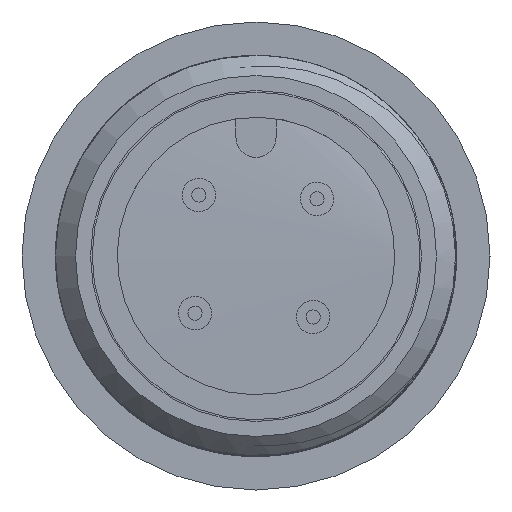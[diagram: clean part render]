
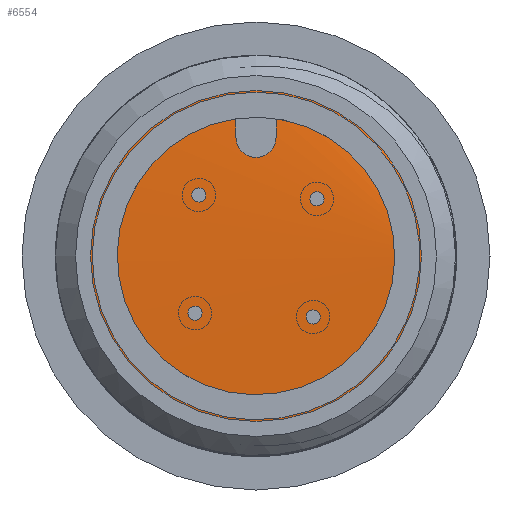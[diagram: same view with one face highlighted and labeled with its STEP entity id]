
A CAD part, left-side view. The second image highlights one B-rep face of the part: STEP entity #6554.
In plain terms, the highlighted cylindrical face has radius 5.459 mm (diameter 10.917 mm), a full revolution.
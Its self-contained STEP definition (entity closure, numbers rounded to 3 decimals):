
#175=B_SPLINE_CURVE_WITH_KNOTS('',3,(#11952,#11953,#11954,#11955,#11956,
#11957,#11958,#11959,#11960,#11961,#11962,#11963,#11964,#11965,#11966,#11967,
#11968,#11969,#11970,#11971,#11972,#11973,#11974,#11975,#11976,#11977,#11978,
#11979,#11980,#11981,#11982,#11983,#11984,#11985,#11986,#11987,#11988,#11989,
#11990,#11991,#11992,#11993,#11994),.UNSPECIFIED.,.F.,.F.,(4,3,3,3,3,3,
3,3,3,3,3,3,3,3,4),(27.946,27.994,28.494,28.994,
29.493,29.993,30.493,30.993,31.493,
31.993,32.493,32.993,33.493,33.992,
34.229),.UNSPECIFIED.);
#348=LINE('',#9089,#886);
#403=LINE('',#11870,#941);
#886=VECTOR('',#7394,5.459);
#941=VECTOR('',#7575,5.459);
#1476=CYLINDRICAL_SURFACE('',#6949,5.459);
#1660=FACE_OUTER_BOUND('',#2015,.T.);
#2015=EDGE_LOOP('',(#4325,#4326,#4327));
#2486=VERTEX_POINT('',#9087);
#2487=VERTEX_POINT('',#9088);
#2605=VERTEX_POINT('',#11869);
#3132=EDGE_CURVE('',#2486,#2487,#348,.T.);
#3299=EDGE_CURVE('',#2487,#2605,#403,.T.);
#3302=EDGE_CURVE('',#2605,#2486,#175,.T.);
#4325=ORIENTED_EDGE('',*,*,#3132,.T.);
#4326=ORIENTED_EDGE('',*,*,#3299,.T.);
#4327=ORIENTED_EDGE('',*,*,#3302,.T.);
#6554=ADVANCED_FACE('',(#1660),#1476,.T.);
#6949=AXIS2_PLACEMENT_3D('',#11951,#7576,#7577);
#7394=DIRECTION('',(-1.,0.,0.));
#7575=DIRECTION('',(-1.,0.,0.));
#7576=DIRECTION('center_axis',(-1.,0.,0.));
#7577=DIRECTION('ref_axis',(0.,1.,0.));
#9087=CARTESIAN_POINT('',(-23.868,-15.445,13.838));
#9088=CARTESIAN_POINT('',(-24.764,-15.445,13.838));
#9089=CARTESIAN_POINT('',(-25.871,-15.445,13.838));
#11869=CARTESIAN_POINT('',(-24.869,-15.445,13.838));
#11870=CARTESIAN_POINT('',(-25.871,-15.445,13.838));
#11951=CARTESIAN_POINT('Origin',(-25.871,-9.986,13.838));
#11952=CARTESIAN_POINT('Ctrl Pts',(-24.869,-15.445,
13.837));
#11953=CARTESIAN_POINT('Ctrl Pts',(-24.867,-15.446,
13.75));
#11954=CARTESIAN_POINT('Ctrl Pts',(-24.864,-15.444,
13.663));
#11955=CARTESIAN_POINT('Ctrl Pts',(-24.862,-15.439,13.576));
#11956=CARTESIAN_POINT('Ctrl Pts',(-24.835,-15.396,12.668));
#11957=CARTESIAN_POINT('Ctrl Pts',(-24.809,-15.12,
11.771));
#11958=CARTESIAN_POINT('Ctrl Pts',(-24.782,-14.647,
10.994));
#11959=CARTESIAN_POINT('Ctrl Pts',(-24.756,-14.173,
10.218));
#11960=CARTESIAN_POINT('Ctrl Pts',(-24.729,-13.502,
9.563));
#11961=CARTESIAN_POINT('Ctrl Pts',(-24.702,-12.714,
9.108));
#11962=CARTESIAN_POINT('Ctrl Pts',(-24.676,-11.926,
8.654));
#11963=CARTESIAN_POINT('Ctrl Pts',(-24.649,-11.022,
8.401));
#11964=CARTESIAN_POINT('Ctrl Pts',(-24.623,-10.113,
8.38));
#11965=CARTESIAN_POINT('Ctrl Pts',(-24.596,-9.204,
8.359));
#11966=CARTESIAN_POINT('Ctrl Pts',(-24.57,-8.29,
8.57));
#11967=CARTESIAN_POINT('Ctrl Pts',(-24.543,-7.482,8.987));
#11968=CARTESIAN_POINT('Ctrl Pts',(-24.517,-6.674,
9.404));
#11969=CARTESIAN_POINT('Ctrl Pts',(-24.49,-5.972,10.027));
#11970=CARTESIAN_POINT('Ctrl Pts',(-24.463,-5.463,
10.781));
#11971=CARTESIAN_POINT('Ctrl Pts',(-24.437,-4.954,
11.534));
#11972=CARTESIAN_POINT('Ctrl Pts',(-24.41,-4.637,
12.418));
#11973=CARTESIAN_POINT('Ctrl Pts',(-24.384,-4.551,13.323));
#11974=CARTESIAN_POINT('Ctrl Pts',(-24.357,-4.466,
14.228));
#11975=CARTESIAN_POINT('Ctrl Pts',(-24.331,-4.611,
15.156));
#11976=CARTESIAN_POINT('Ctrl Pts',(-24.304,-4.97,15.991));
#11977=CARTESIAN_POINT('Ctrl Pts',(-24.278,-5.329,
16.827));
#11978=CARTESIAN_POINT('Ctrl Pts',(-24.251,-5.901,
17.571));
#11979=CARTESIAN_POINT('Ctrl Pts',(-24.225,-6.616,
18.132));
#11980=CARTESIAN_POINT('Ctrl Pts',(-24.198,-7.331,18.694));
#11981=CARTESIAN_POINT('Ctrl Pts',(-24.171,-8.19,
19.072));
#11982=CARTESIAN_POINT('Ctrl Pts',(-24.145,-9.087,
19.222));
#11983=CARTESIAN_POINT('Ctrl Pts',(-24.118,-9.984,
19.372));
#11984=CARTESIAN_POINT('Ctrl Pts',(-24.092,-10.919,
19.293));
#11985=CARTESIAN_POINT('Ctrl Pts',(-24.065,-11.778,
18.994));
#11986=CARTESIAN_POINT('Ctrl Pts',(-24.039,-12.637,
18.696));
#11987=CARTESIAN_POINT('Ctrl Pts',(-24.012,-13.42,
18.178));
#11988=CARTESIAN_POINT('Ctrl Pts',(-23.986,-14.031,
17.505));
#11989=CARTESIAN_POINT('Ctrl Pts',(-23.959,-14.641,
16.831));
#11990=CARTESIAN_POINT('Ctrl Pts',(-23.933,-15.08,
16.001));
#11991=CARTESIAN_POINT('Ctrl Pts',(-23.906,-15.293,
15.117));
#11992=CARTESIAN_POINT('Ctrl Pts',(-23.893,-15.394,
14.699));
#11993=CARTESIAN_POINT('Ctrl Pts',(-23.881,-15.445,14.268));
#11994=CARTESIAN_POINT('Ctrl Pts',(-23.868,-15.445,13.838));
